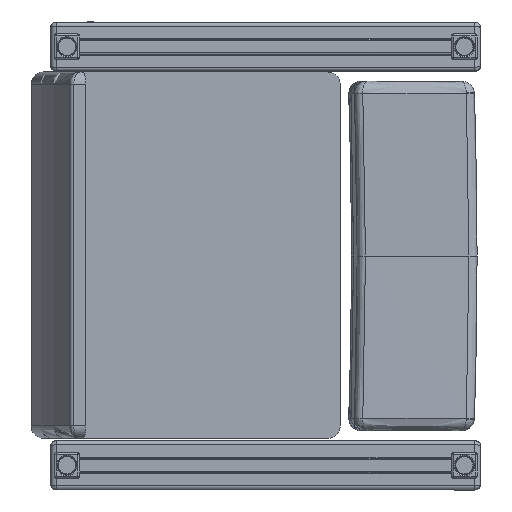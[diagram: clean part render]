
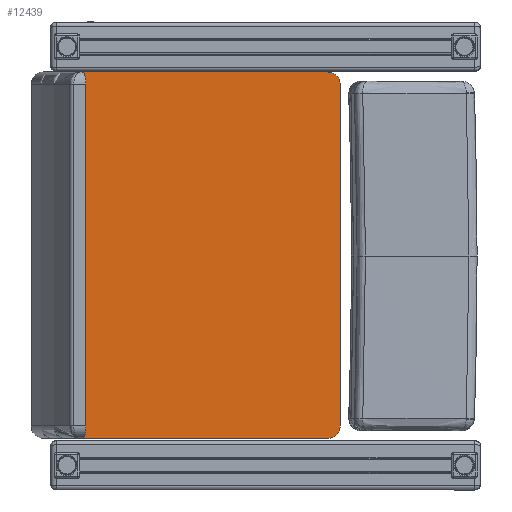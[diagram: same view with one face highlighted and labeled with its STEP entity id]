
A CAD part, front view. The second image highlights one B-rep face of the part: STEP entity #12439.
In plain terms, the highlighted planar face has unit normal (0, -1, 0).
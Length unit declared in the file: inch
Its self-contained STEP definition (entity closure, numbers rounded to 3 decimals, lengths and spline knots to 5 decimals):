
#239=PLANE('',#13407);
#572=ELLIPSE('',#13393,0.75156,0.75);
#573=ELLIPSE('',#13408,0.75156,0.75);
#804=LINE('',#18629,#1486);
#806=LINE('',#18653,#1488);
#807=LINE('',#18656,#1489);
#808=LINE('',#18659,#1490);
#1486=VECTOR('',#14877,0.3937);
#1488=VECTOR('',#14883,0.3937);
#1489=VECTOR('',#14886,0.3937);
#1490=VECTOR('',#14889,0.3937);
#2444=FACE_OUTER_BOUND('',#3342,.T.);
#3342=EDGE_LOOP('',(#8517,#8518,#8519,#8520,#8521,#8522));
#5475=VERTEX_POINT('',#18578);
#5476=VERTEX_POINT('',#18579);
#5481=VERTEX_POINT('',#18626);
#5482=VERTEX_POINT('',#18628);
#5485=VERTEX_POINT('',#18655);
#5486=VERTEX_POINT('',#18657);
#6553=EDGE_CURVE('',#5475,#5476,#572,.T.);
#6565=EDGE_CURVE('',#5481,#5482,#804,.T.);
#6569=EDGE_CURVE('',#5476,#5481,#806,.T.);
#6570=EDGE_CURVE('',#5485,#5475,#807,.T.);
#6571=EDGE_CURVE('',#5486,#5485,#573,.T.);
#6572=EDGE_CURVE('',#5482,#5486,#808,.T.);
#8517=ORIENTED_EDGE('',*,*,#6553,.F.);
#8518=ORIENTED_EDGE('',*,*,#6570,.F.);
#8519=ORIENTED_EDGE('',*,*,#6571,.F.);
#8520=ORIENTED_EDGE('',*,*,#6572,.F.);
#8521=ORIENTED_EDGE('',*,*,#6565,.F.);
#8522=ORIENTED_EDGE('',*,*,#6569,.F.);
#12439=ADVANCED_FACE('',(#2444),#239,.F.);
#13393=AXIS2_PLACEMENT_3D('',#18580,#14851,#14852);
#13407=AXIS2_PLACEMENT_3D('',#18654,#14884,#14885);
#13408=AXIS2_PLACEMENT_3D('',#18658,#14887,#14888);
#14851=DIRECTION('center_axis',(0.,1.,0.));
#14852=DIRECTION('ref_axis',(1.,0.,0.));
#14877=DIRECTION('',(0.,0.,1.));
#14883=DIRECTION('',(-1.,0.,0.));
#14884=DIRECTION('center_axis',(0.,1.,0.));
#14885=DIRECTION('ref_axis',(-1.,0.,0.));
#14886=DIRECTION('',(0.,0.,-1.));
#14887=DIRECTION('center_axis',(0.,1.,0.));
#14888=DIRECTION('ref_axis',(1.,0.,0.));
#14889=DIRECTION('',(1.,0.,0.));
#18578=CARTESIAN_POINT('',(4.2156,-1.65105,0.75));
#18579=CARTESIAN_POINT('',(3.46404,-1.65105,0.));
#18580=CARTESIAN_POINT('Origin',(3.46404,-1.65105,0.75));
#18626=CARTESIAN_POINT('',(-12.7844,-1.65105,0.));
#18628=CARTESIAN_POINT('',(-12.7844,-1.65105,22.25));
#18629=CARTESIAN_POINT('',(-12.7844,-1.65105,0.));
#18653=CARTESIAN_POINT('',(-0.03473,-1.65105,0.));
#18654=CARTESIAN_POINT('Origin',(4.2156,-1.65105,0.));
#18655=CARTESIAN_POINT('',(4.2156,-1.65105,21.5));
#18656=CARTESIAN_POINT('',(4.2156,-1.65105,0.));
#18657=CARTESIAN_POINT('',(3.46404,-1.65105,22.25));
#18658=CARTESIAN_POINT('Origin',(3.46404,-1.65105,21.5));
#18659=CARTESIAN_POINT('',(-0.03473,-1.65105,22.25));
